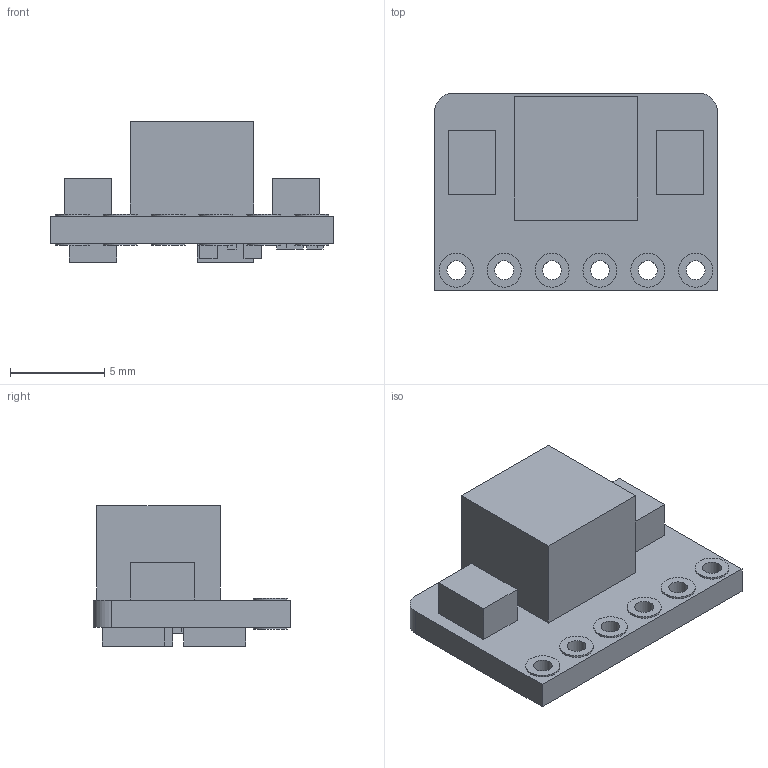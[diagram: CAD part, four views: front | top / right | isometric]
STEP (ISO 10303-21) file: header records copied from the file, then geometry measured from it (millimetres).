
FILE_DESCRIPTION(/* description */ (''),/* implementation_level */ '2;1');
FILE_NAME(/* name */ 'ZXDN10.stp',/* time_stamp */ '2021-02-05T12:54:17+08:00',/* author */ ('35412'),/* organization */ (''),/* preprocessor_version */ 'ST-DEVELOPER v18',/* originating_system */ 'Autodesk Inventor 2020',/* authorisation */ '');
FILE_SCHEMA (('AUTOMOTIVE_DESIGN { 1 0 10303 214 3 1 1 }'));
Length unit declared in the file: millimetre
Products named in the file (1): ZXDN10
Bounding box: 15 x 10.5 x 7.45 mm (x, y, z)
Volume: 500.8 mm3; surface area: 646.2 mm2
Topology: 1 solids, 1 shells, 135 faces, 330 edges, 228 vertices
Faces by surface type: plane 115, cylinder 20
Full cylindrical faces by diameter (mm): 1 x6, 1.8 x12
Entity records: 4208 total; most frequent: CARTESIAN_POINT 694, DIRECTION 666, ORIENTED_EDGE 660, EDGE_CURVE 330, LINE 266, VECTOR 266, VERTEX_POINT 228, AXIS2_PLACEMENT_3D 200
